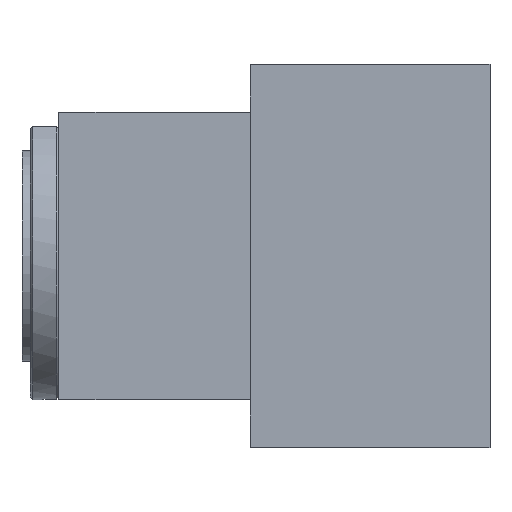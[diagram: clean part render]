
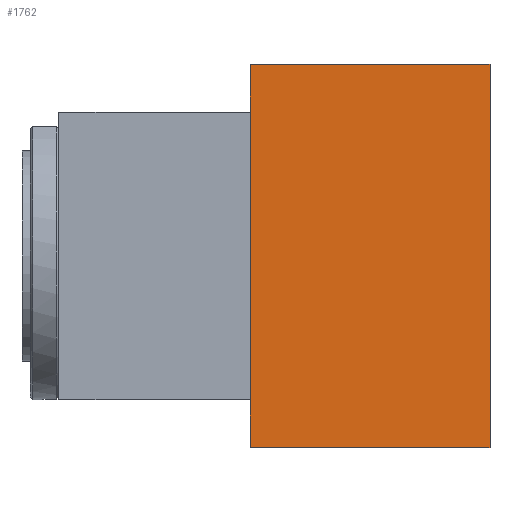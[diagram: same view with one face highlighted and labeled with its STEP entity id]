
A CAD part, left-side view. The second image highlights one B-rep face of the part: STEP entity #1762.
In plain terms, the highlighted planar face has unit normal (-1, 0, 0).
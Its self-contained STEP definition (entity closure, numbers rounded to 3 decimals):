
#388 = CARTESIAN_POINT ( 'NONE',  ( -62., -40., 40. ) ) ;
#457 = CARTESIAN_POINT ( 'NONE',  ( -62., -90., -40. ) ) ;
#668 = VERTEX_POINT ( 'NONE', #2507 ) ;
#854 = LINE ( 'NONE', #457, #2537 ) ;
#924 = CARTESIAN_POINT ( 'NONE',  ( -62., -40., 40. ) ) ;
#1002 = EDGE_CURVE ( 'NONE', #2171, #3566, #1438, .T. ) ;
#1116 = DIRECTION ( 'NONE',  ( 0., 0., -1. ) ) ;
#1214 = EDGE_CURVE ( 'NONE', #3566, #4493, #3496, .T. ) ;
#1315 = AXIS2_PLACEMENT_3D ( 'NONE', #5362, #4407, #3150 ) ;
#1385 = DIRECTION ( 'NONE',  ( 0., 0., -1. ) ) ;
#1427 = LINE ( 'NONE', #4109, #1773 ) ;
#1429 = CARTESIAN_POINT ( 'NONE',  ( -62., -90., 40. ) ) ;
#1438 = LINE ( 'NONE', #4859, #3661 ) ;
#1475 = LINE ( 'NONE', #4161, #3319 ) ;
#1512 = ORIENTED_EDGE ( 'NONE', *, *, #1002, .T. ) ;
#1559 = ORIENTED_EDGE ( 'NONE', *, *, #4075, .F. ) ;
#1762 = ADVANCED_FACE ( 'NONE', ( #4053 ), #2342, .F. ) ;
#1773 = VECTOR ( 'NONE', #1116, 1000. ) ;
#2162 = DIRECTION ( 'NONE',  ( 0., 1., 0. ) ) ;
#2171 = VERTEX_POINT ( 'NONE', #2217 ) ;
#2207 = CARTESIAN_POINT ( 'NONE',  ( -62., -90., 40. ) ) ;
#2217 = CARTESIAN_POINT ( 'NONE',  ( -62., -40., 30. ) ) ;
#2342 = PLANE ( 'NONE',  #1315 ) ;
#2425 = EDGE_CURVE ( 'NONE', #2985, #668, #1475, .T. ) ;
#2458 = VECTOR ( 'NONE', #2663, 1000. ) ;
#2476 = ORIENTED_EDGE ( 'NONE', *, *, #1214, .T. ) ;
#2507 = CARTESIAN_POINT ( 'NONE',  ( -62., -90., -40. ) ) ;
#2537 = VECTOR ( 'NONE', #2162, 1000. ) ;
#2663 = DIRECTION ( 'NONE',  ( 0., 1., 0. ) ) ;
#2854 = ORIENTED_EDGE ( 'NONE', *, *, #2425, .F. ) ;
#2985 = VERTEX_POINT ( 'NONE', #1429 ) ;
#3150 = DIRECTION ( 'NONE',  ( 0., 0., -1. ) ) ;
#3212 = VECTOR ( 'NONE', #3468, 1000. ) ;
#3275 = ORIENTED_EDGE ( 'NONE', *, *, #4687, .T. ) ;
#3319 = VECTOR ( 'NONE', #3736, 1000. ) ;
#3468 = DIRECTION ( 'NONE',  ( 0., 0., -1. ) ) ;
#3496 = LINE ( 'NONE', #924, #3212 ) ;
#3566 = VERTEX_POINT ( 'NONE', #5548 ) ;
#3661 = VECTOR ( 'NONE', #1385, 1000. ) ;
#3736 = DIRECTION ( 'NONE',  ( 0., 0., -1. ) ) ;
#4053 = FACE_OUTER_BOUND ( 'NONE', #5365, .T. ) ;
#4075 = EDGE_CURVE ( 'NONE', #668, #4493, #854, .T. ) ;
#4098 = CARTESIAN_POINT ( 'NONE',  ( -62., -40., -40. ) ) ;
#4109 = CARTESIAN_POINT ( 'NONE',  ( -62., -40., 40. ) ) ;
#4161 = CARTESIAN_POINT ( 'NONE',  ( -62., -90., 40. ) ) ;
#4407 = DIRECTION ( 'NONE',  ( 1., 0., 0. ) ) ;
#4493 = VERTEX_POINT ( 'NONE', #4098 ) ;
#4687 = EDGE_CURVE ( 'NONE', #2985, #5122, #5169, .T. ) ;
#4859 = CARTESIAN_POINT ( 'NONE',  ( -62., -40., 40. ) ) ;
#5122 = VERTEX_POINT ( 'NONE', #388 ) ;
#5169 = LINE ( 'NONE', #2207, #2458 ) ;
#5302 = ORIENTED_EDGE ( 'NONE', *, *, #5534, .T. ) ;
#5362 = CARTESIAN_POINT ( 'NONE',  ( -62., -90., 40. ) ) ;
#5365 = EDGE_LOOP ( 'NONE', ( #5302, #1512, #2476, #1559, #2854, #3275 ) ) ;
#5534 = EDGE_CURVE ( 'NONE', #5122, #2171, #1427, .T. ) ;
#5548 = CARTESIAN_POINT ( 'NONE',  ( -62., -40., -30. ) ) ;
